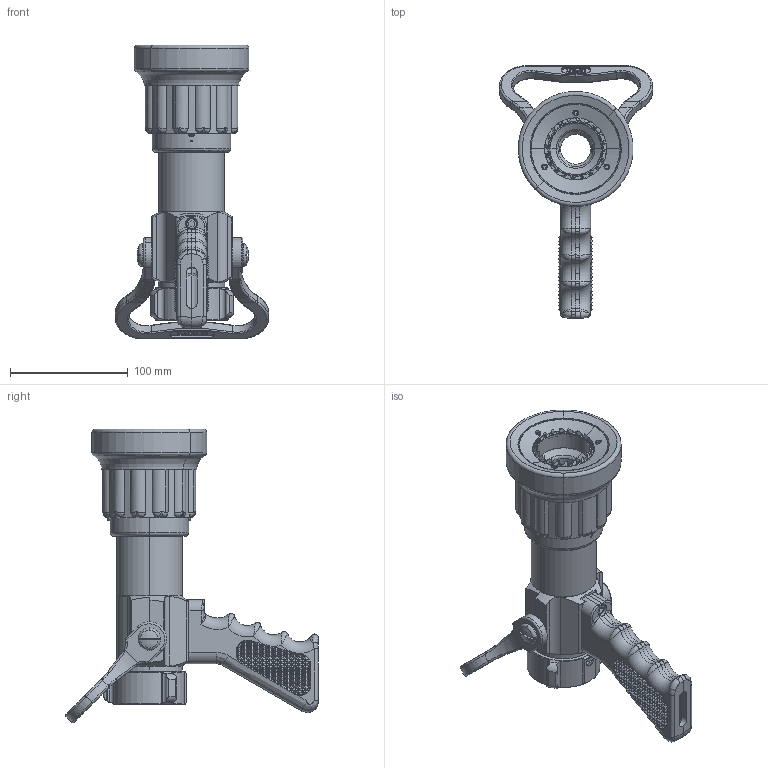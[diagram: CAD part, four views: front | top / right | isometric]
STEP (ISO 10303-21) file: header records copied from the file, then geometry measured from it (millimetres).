
FILE_DESCRIPTION (( 'STEP AP203' ), '1' );
FILE_NAME ('400013.STEP', '2012-06-22T20:27:40', ( '' ), ( '' ), 'SwSTEP 2.0', 'SolidWorks 2012', '' );
FILE_SCHEMA (( 'CONFIG_CONTROL_DESIGN' ));
Length unit declared in the file: inch
Products named in the file (30): 400013; Products.Nozzles.4000-10-4000-10 Library1.5 Constant Flow (Chief) Nozzle (60-95-125-150 GPM at 100-PSI)4000-1050NULL; Products.Nozzles.SFM (Phantom)-SFM-HPG (Rigid Teeth)Grip-Pistol (Knurled) Aluminum33781001REL60NULL; Hardware.Screws-Machine Screws0.250-20 X 0.500 SOC CAP SCR SS61040000_USE10NULL-1; Products.Nozzles.4000-10-4000-10 Library1.5 ALUM SWVL ASSY (1.0 WW)9910100120NULL; Products.Nozzles.4000-10-4000-10 LibraryAdapter - Base (Swivel)11606001_110NULL; Hardware.Gaskets-Rubber GasketsGasket-Rubber (1.5 NHT)33074000C30NULL-2; Products.Swivels-1.51.5 NH Swivel-BG 3-RL (Aluminum)6306800190NULL; Hardware.Screws-Set ScrewsScrew-Set (0.375-24 x 0.156-lg) Slot Hd Black Nylon6367400030NULL-1; Hardware.Screws-Set ScrewsScrew-Set (10-32 x 0.250-lg) Soc Hd Cup Pnt SS6126900030NULL-2; Products.Nozzles.4000-10-4000-10 LibraryShut-off Body Sub Ass''y USE SHUTOFF LIBRARY VERSION -80498001 - DUPLICATE10NULL; Products.Nozzles.SFL-GN-SFL-GNScrew-Pivot SS (SFL-GN)6370800040NULL; Products.Nozzles.SFM (Phantom)-SFM-HPG (Rigid Teeth)Screw-Actuator Shaft (SS)61286000C20NULL-2; Products.Nozzles.SFM (Phantom)-SFM-HPG (Rigid Teeth)Shaft-Actuator (Square)6375500050NULL; Release-Details 15000 - 199991.5 Body-Shutoff (SM-10F) Aluminum1696500120NULL; Release-Details 35000 - 39999Handle-Horshu (DoubleStop)3608500020NULL; Products.Nozzles.4000-10-4000-10 LibraryNozzle Sub-Assy (4000-10)8056220110NULL; Hardware.Screws-Machine ScrewsScrew-Mach (4-40 x 0.187-lg) Torx Pan Hd SS65129000REL10NULL; lynn-4000-19RING - SPLIT5766100010NULL; lynn-4000-19WASHER - REINFORCE7111400110NULL; Products.Nozzles.SFM (Phantom)-SFM-HPG (Rigid Teeth)SLEEVE - TIP (AL)61670001B50NULL-1; Release-Details 15000 - 19999CENTER BARREL1691300120NULL; Release-Details 15000 - 19999BODY (TIP) NOZZLE1714800120NULL; Products.Nozzles.SFM (Phantom)-SFM-HPG (Rigid Teeth)RING - RETAINER5761800120NULL; Release-Details 55000 - 59999RING - TEETH (SPINNING)5887000030NULL; Release.Details 65000 - 69999-Details 65000 - 69999663660016636600120NULL; lynn-4000-19BODY (BASE) NOZZLE1713300110NULL; Hardware.Screws-Machine ScrewsScrew-Mach (4-40 x 0.750-lg) Soc Hd Cap64069000REL50NULL-1; Products.Nozzles.4000-10-4000-10 LibrarySpacer6360200110NULL; Products.Nozzles.SM-20F-SM-20FGrip-Bumper (Knobby) Yellow33654000_Stretched10NULL
Assembly tree (32 placements, depth 4):
  400013
    Products.Nozzles.4000-10-4000-10 Library1.5 Constant Flow (Chief) Nozzle (60-95-125-150 GPM at 100-PSI)4000-1050NULL
      Products.Nozzles.4000-10-4000-10 LibraryNozzle Sub-Assy (4000-10)8056220110NULL
        Products.Nozzles.SM-20F-SM-20FGrip-Bumper (Knobby) Yellow33654000_Stretched10NULL
        Products.Nozzles.4000-10-4000-10 LibrarySpacer6360200110NULL
        Hardware.Screws-Machine ScrewsScrew-Mach (4-40 x 0.750-lg) Soc Hd Cap64069000REL50NULL-1  x3
        lynn-4000-19BODY (BASE) NOZZLE1713300110NULL
        Release.Details 65000 - 69999-Details 65000 - 69999663660016636600120NULL
        Release-Details 55000 - 59999RING - TEETH (SPINNING)5887000030NULL
        Products.Nozzles.SFM (Phantom)-SFM-HPG (Rigid Teeth)RING - RETAINER5761800120NULL
        Release-Details 15000 - 19999BODY (TIP) NOZZLE1714800120NULL
        Release-Details 15000 - 19999CENTER BARREL1691300120NULL
        Products.Nozzles.SFM (Phantom)-SFM-HPG (Rigid Teeth)SLEEVE - TIP (AL)61670001B50NULL-1
        lynn-4000-19WASHER - REINFORCE7111400110NULL
        lynn-4000-19RING - SPLIT5766100010NULL
        Hardware.Screws-Machine ScrewsScrew-Mach (4-40 x 0.187-lg) Torx Pan Hd SS65129000REL10NULL  x2
      Products.Nozzles.4000-10-4000-10 LibraryShut-off Body Sub Ass''y USE SHUTOFF LIBRARY VERSION -80498001 - DUPLICATE10NULL
        Release-Details 35000 - 39999Handle-Horshu (DoubleStop)3608500020NULL
        Release-Details 15000 - 199991.5 Body-Shutoff (SM-10F) Aluminum1696500120NULL
        Products.Nozzles.SFM (Phantom)-SFM-HPG (Rigid Teeth)Shaft-Actuator (Square)6375500050NULL
        Products.Nozzles.SFM (Phantom)-SFM-HPG (Rigid Teeth)Screw-Actuator Shaft (SS)61286000C20NULL-2
        Products.Nozzles.SFL-GN-SFL-GNScrew-Pivot SS (SFL-GN)6370800040NULL
      Hardware.Screws-Set ScrewsScrew-Set (10-32 x 0.250-lg) Soc Hd Cup Pnt SS6126900030NULL-2
      Products.Nozzles.4000-10-4000-10 Library1.5 ALUM SWVL ASSY (1.0 WW)9910100120NULL
        Hardware.Screws-Set ScrewsScrew-Set (0.375-24 x 0.156-lg) Slot Hd Black Nylon6367400030NULL-1
        Products.Swivels-1.51.5 NH Swivel-BG 3-RL (Aluminum)6306800190NULL
        Hardware.Gaskets-Rubber GasketsGasket-Rubber (1.5 NHT)33074000C30NULL-2
        Products.Nozzles.4000-10-4000-10 LibraryAdapter - Base (Swivel)11606001_110NULL
      Hardware.Screws-Machine Screws0.250-20 X 0.500 SOC CAP SCR SS61040000_USE10NULL-1
      Products.Nozzles.SFM (Phantom)-SFM-HPG (Rigid Teeth)Grip-Pistol (Knurled) Aluminum33781001REL60NULL
Bounding box: 130.18 x 214.8 x 249.42 mm (x, y, z)
Volume: 666386.1 mm3; surface area: 282586.3 mm2
Topology: 28 solids, 28 shells, 3166 faces, 6510 edges, 3411 vertices
Faces by surface type: plane 2142, cylinder 576, bspline 162, cone 154, torus 122, sphere 10
Entity records: 100075 total; most frequent: CARTESIAN_POINT 35091, DIRECTION 12639, ORIENTED_EDGE 12532, EDGE_CURVE 6266, AXIS2_PLACEMENT_3D 4353, LINE 3933, VECTOR 3933, VERTEX_POINT 3291
